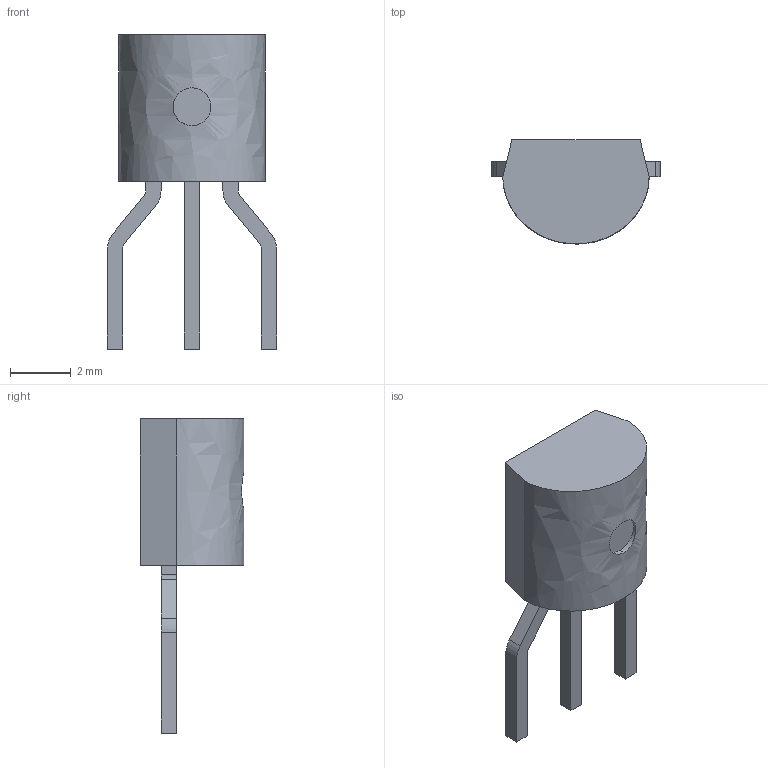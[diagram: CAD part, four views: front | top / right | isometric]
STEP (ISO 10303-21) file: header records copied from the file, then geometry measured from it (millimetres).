
FILE_DESCRIPTION (( 'STEP AP214' ), '1' );
FILE_NAME ('TO-92(áåç íàäïèñåé).STEP', '2015-09-15T17:50:27', ( '' ), ( '' ), 'SwSTEP 2.0', 'SolidWorks 2014', '' );
FILE_SCHEMA (( 'AUTOMOTIVE_DESIGN' ));
Length unit declared in the file: millimetre
Products named in the file (2): TO-92(áåç íàäïèñåé)
Bounding box: 5.58 x 3.43 x 10.37 mm (x, y, z)
Volume: 71.3 mm3; surface area: 130.9 mm2
Topology: 1 solids, 1 shells, 40 faces, 102 edges, 68 vertices
Faces by surface type: plane 29, cylinder 10, bspline 1
Entity records: 1720 total; most frequent: CARTESIAN_POINT 253, ORIENTED_EDGE 204, DIRECTION 198, EDGE_CURVE 102, LINE 80, VECTOR 80, VERTEX_POINT 68, AXIS2_PLACEMENT_3D 59
